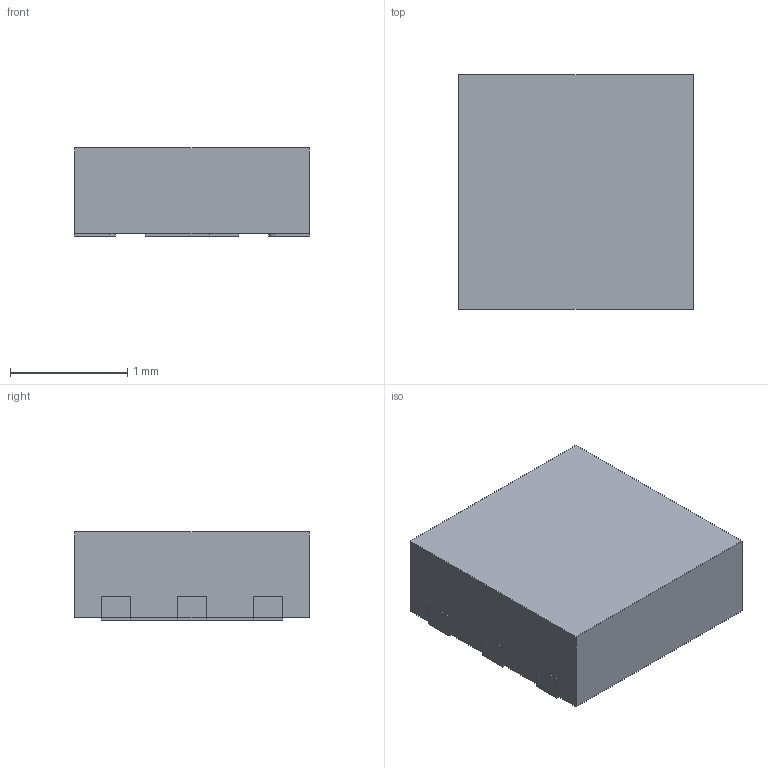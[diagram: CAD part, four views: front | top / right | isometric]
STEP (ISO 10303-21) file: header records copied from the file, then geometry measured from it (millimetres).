
FILE_DESCRIPTION( ('This file contains a STEP AP42 implementation' ,'as created by ZW3D STEP Interface translator.') ,'2;1' );
FILE_NAME( 'PO-DB-0006-02£¨TDFN2¡Á2£©.stp' ,'23 614.114047', (''), ('ZWCAD Software Co.'), 'Version 1.0', 'ZW3D to STEP translator', '' );
FILE_SCHEMA(('AUTOMOTIVE_DESIGN { 1 0 10303 214 1 1 1 1 }'));
Length unit declared in the file: millimetre
Products named in the file (2): 0; PO-DB-0006-02（TDFN2×2）
Bounding box: 2.01 x 2 x 0.75 mm (x, y, z)
Surface area: 19.1 mm2
Topology: 8 solids, 8 shells, 61 faces, 135 edges, 90 vertices
Faces by surface type: plane 49, cylinder 12
Entity records: 1757 total; most frequent: CARTESIAN_POINT 287, DIRECTION 283, ORIENTED_EDGE 270, EDGE_CURVE 135, VECTOR 111, LINE 111, VERTEX_POINT 90, AXIS2_PLACEMENT_3D 86
